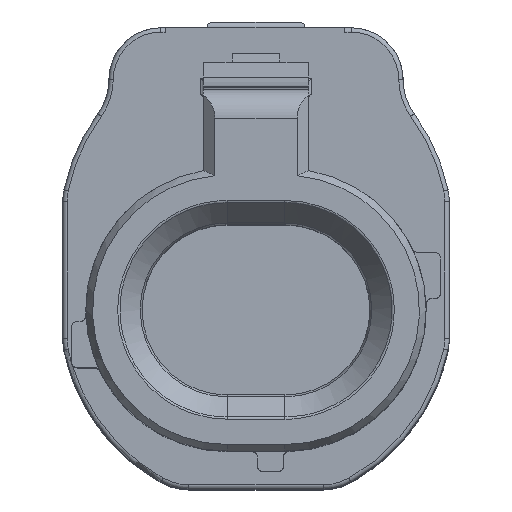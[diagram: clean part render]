
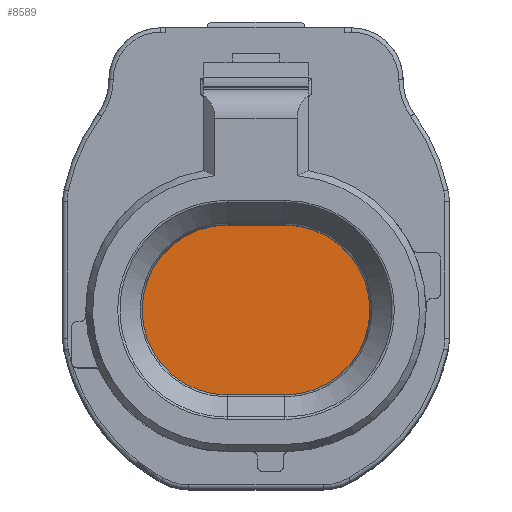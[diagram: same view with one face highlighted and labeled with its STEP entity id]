
A CAD part, top view. The second image highlights one B-rep face of the part: STEP entity #8589.
In plain terms, the highlighted planar face has unit normal (0, 0, 1).
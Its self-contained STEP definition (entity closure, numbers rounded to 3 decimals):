
#7672=PLANE('',#23320);
#8589=ADVANCED_FACE('',(#9728),#7672,.F.);
#9728=FACE_OUTER_BOUND('',#10695,.T.);
#10695=EDGE_LOOP('',(#17486,#17487,#17488,#17489));
#11814=LINE('',#36657,#12979);
#11841=LINE('',#36796,#13011);
#12979=VECTOR('',#27415,1.);
#13011=VECTOR('',#27534,1.);
#17486=ORIENTED_EDGE('',*,*,#21090,.T.);
#17487=ORIENTED_EDGE('',*,*,#21018,.F.);
#17488=ORIENTED_EDGE('',*,*,#21046,.F.);
#17489=ORIENTED_EDGE('',*,*,#21074,.T.);
#18825=VERTEX_POINT('',#36587);
#18829=VERTEX_POINT('',#36594);
#18845=VERTEX_POINT('',#36656);
#18861=VERTEX_POINT('',#36759);
#21018=EDGE_CURVE('',#18829,#18825,#21739,.T.);
#21046=EDGE_CURVE('',#18845,#18829,#11814,.T.);
#21074=EDGE_CURVE('',#18845,#18861,#21772,.T.);
#21090=EDGE_CURVE('',#18861,#18825,#11841,.T.);
#21739=CIRCLE('',#23244,3.6);
#21772=CIRCLE('',#23287,3.6);
#23244=AXIS2_PLACEMENT_3D('',#36595,#27352,#27353);
#23287=AXIS2_PLACEMENT_3D('',#36760,#27488,#27489);
#23320=AXIS2_PLACEMENT_3D('',#36924,#27573,#27574);
#27352=DIRECTION('',(0.,0.,-1.));
#27353=DIRECTION('',(0.,-1.,0.));
#27415=DIRECTION('',(-1.,0.,0.));
#27488=DIRECTION('',(0.,0.,1.));
#27489=DIRECTION('',(0.,1.,0.));
#27534=DIRECTION('',(-1.,0.,0.));
#27573=DIRECTION('',(0.,0.,-1.));
#27574=DIRECTION('',(-1.,0.,0.));
#36587=CARTESIAN_POINT('',(-1.002,3.6,25.65));
#36594=CARTESIAN_POINT('',(-0.998,-3.6,25.65));
#36595=CARTESIAN_POINT('',(-1.,0.,25.65));
#36656=CARTESIAN_POINT('',(1.002,-3.6,25.65));
#36657=CARTESIAN_POINT('',(1.002,-3.6,25.65));
#36759=CARTESIAN_POINT('',(0.998,3.6,25.65));
#36760=CARTESIAN_POINT('',(1.,0.,25.65));
#36796=CARTESIAN_POINT('',(0.998,3.6,25.65));
#36924=CARTESIAN_POINT('',(1.,0.,25.65));
